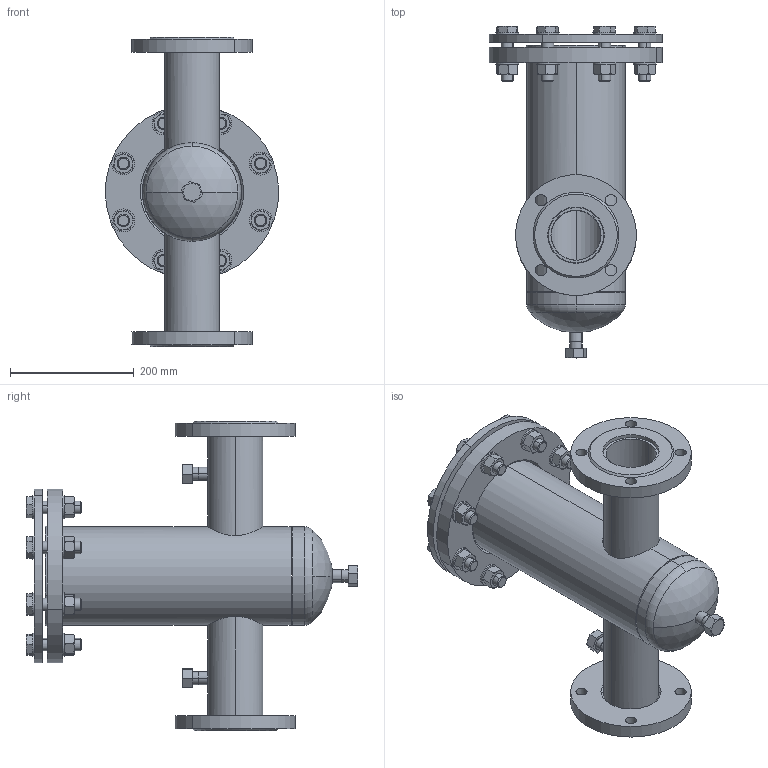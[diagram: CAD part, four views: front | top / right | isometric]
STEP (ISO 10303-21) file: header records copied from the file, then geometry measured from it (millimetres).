
FILE_DESCRIPTION (( 'STEP AP203' ), '1' );
FILE_NAME ('桋昈.061435-467捘-01 - 埼-80-1.STEP', '2024-11-11T04:59:47', ( '' ), ( '' ), 'SwSTEP 2.0', 'SolidWorks 2021', '' );
FILE_SCHEMA (( 'CONFIG_CONTROL_DESIGN' ));
Length unit declared in the file: millimetre
Products named in the file (1): 桋昈.061435-467捘-01 - 埼-80-1
Bounding box: 279.73 x 536 x 500 mm (x, y, z)
Surface area: 913544.2 mm2 (no closed solid volume)
Topology: 0 solids, 57 shells, 448 faces, 1165 edges, 762 vertices
Faces by surface type: plane 178, cone 154, cylinder 110, sphere 4, torus 2
Entity records: 16556 total; most frequent: CARTESIAN_POINT 5762, DIRECTION 2301, ORIENTED_EDGE 1988, EDGE_CURVE 1165, AXIS2_PLACEMENT_3D 975, VERTEX_POINT 762, EDGE_LOOP 528, CIRCLE 526
